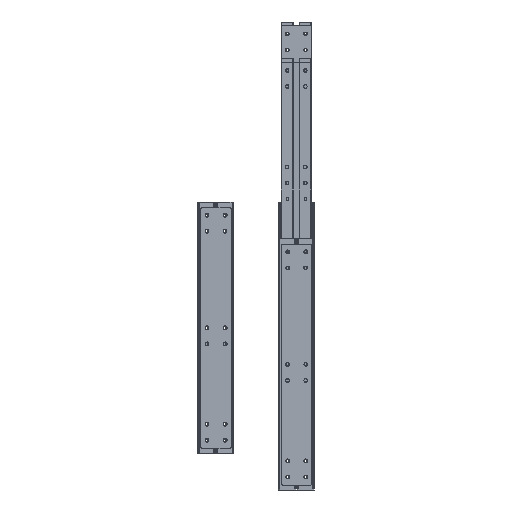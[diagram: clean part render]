
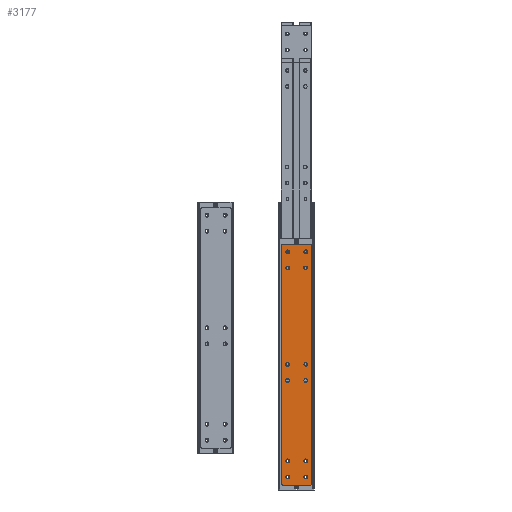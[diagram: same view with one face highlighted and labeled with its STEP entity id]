
A CAD part, left-side view. The second image highlights one B-rep face of the part: STEP entity #3177.
In plain terms, the highlighted face is planar.
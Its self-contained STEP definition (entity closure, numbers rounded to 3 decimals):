
#2487=CARTESIAN_POINT('',(435.,11.9,0.0));
#2488=VERTEX_POINT('',#2487);
#2489=CARTESIAN_POINT('',(431.3,11.9,0.0));
#2490=DIRECTION('',(0.0,0.0,1.0));
#2491=DIRECTION('',(-1.0,0.0,0.0));
#2492=AXIS2_PLACEMENT_3D('',#2489,#2490,#2491);
#2493=CIRCLE('',#2492,3.7);
#2494=EDGE_CURVE('',#2488,#2488,#2493,.T.);
#2515=CARTESIAN_POINT('',(467.,11.9,0.0));
#2516=VERTEX_POINT('',#2515);
#2517=CARTESIAN_POINT('',(463.3,11.9,0.0));
#2518=DIRECTION('',(0.0,0.0,1.0));
#2519=DIRECTION('',(-1.0,0.0,0.0));
#2520=AXIS2_PLACEMENT_3D('',#2517,#2518,#2519);
#2521=CIRCLE('',#2520,3.7);
#2522=EDGE_CURVE('',#2516,#2516,#2521,.T.);
#2543=CARTESIAN_POINT('',(467.0,48.0,0.0));
#2544=VERTEX_POINT('',#2543);
#2545=CARTESIAN_POINT('',(463.3,48.0,0.0));
#2546=DIRECTION('',(0.0,0.0,1.0));
#2547=DIRECTION('',(-1.0,0.0,0.0));
#2548=AXIS2_PLACEMENT_3D('',#2545,#2546,#2547);
#2549=CIRCLE('',#2548,3.7);
#2550=EDGE_CURVE('',#2544,#2544,#2549,.T.);
#2571=CARTESIAN_POINT('',(435.0,48.,0.0));
#2572=VERTEX_POINT('',#2571);
#2573=CARTESIAN_POINT('',(431.3,48.,0.0));
#2574=DIRECTION('',(0.0,0.0,1.0));
#2575=DIRECTION('',(-1.0,0.0,0.0));
#2576=AXIS2_PLACEMENT_3D('',#2573,#2574,#2575);
#2577=CIRCLE('',#2576,3.7);
#2578=EDGE_CURVE('',#2572,#2572,#2577,.T.);
#2599=CARTESIAN_POINT('',(243.,11.9,0.0));
#2600=VERTEX_POINT('',#2599);
#2601=CARTESIAN_POINT('',(239.3,11.9,0.0));
#2602=DIRECTION('',(0.0,0.0,1.0));
#2603=DIRECTION('',(-1.0,0.0,0.0));
#2604=AXIS2_PLACEMENT_3D('',#2601,#2602,#2603);
#2605=CIRCLE('',#2604,3.7);
#2606=EDGE_CURVE('',#2600,#2600,#2605,.T.);
#2627=CARTESIAN_POINT('',(275.,11.9,0.0));
#2628=VERTEX_POINT('',#2627);
#2629=CARTESIAN_POINT('',(271.3,11.9,0.0));
#2630=DIRECTION('',(0.0,0.0,1.0));
#2631=DIRECTION('',(-1.0,0.0,0.0));
#2632=AXIS2_PLACEMENT_3D('',#2629,#2630,#2631);
#2633=CIRCLE('',#2632,3.7);
#2634=EDGE_CURVE('',#2628,#2628,#2633,.T.);
#2655=CARTESIAN_POINT('',(275.0,48.,0.0));
#2656=VERTEX_POINT('',#2655);
#2657=CARTESIAN_POINT('',(271.3,48.,0.0));
#2658=DIRECTION('',(0.0,0.0,1.0));
#2659=DIRECTION('',(-1.0,0.0,0.0));
#2660=AXIS2_PLACEMENT_3D('',#2657,#2658,#2659);
#2661=CIRCLE('',#2660,3.7);
#2662=EDGE_CURVE('',#2656,#2656,#2661,.T.);
#2683=CARTESIAN_POINT('',(243.0,48.,0.0));
#2684=VERTEX_POINT('',#2683);
#2685=CARTESIAN_POINT('',(239.3,48.,0.0));
#2686=DIRECTION('',(0.0,0.0,1.0));
#2687=DIRECTION('',(-1.0,0.0,0.0));
#2688=AXIS2_PLACEMENT_3D('',#2685,#2686,#2687);
#2689=CIRCLE('',#2688,3.7);
#2690=EDGE_CURVE('',#2684,#2684,#2689,.T.);
#2711=CARTESIAN_POINT('',(51.,12.5,0.0));
#2712=VERTEX_POINT('',#2711);
#2713=CARTESIAN_POINT('',(47.3,12.5,0.0));
#2714=DIRECTION('',(0.0,0.0,1.0));
#2715=DIRECTION('',(-1.0,0.0,0.0));
#2716=AXIS2_PLACEMENT_3D('',#2713,#2714,#2715);
#2717=CIRCLE('',#2716,3.7);
#2718=EDGE_CURVE('',#2712,#2712,#2717,.T.);
#2739=CARTESIAN_POINT('',(51.,48.,0.0));
#2740=VERTEX_POINT('',#2739);
#2741=CARTESIAN_POINT('',(47.3,48.,0.0));
#2742=DIRECTION('',(0.0,0.0,1.0));
#2743=DIRECTION('',(-1.0,0.0,0.0));
#2744=AXIS2_PLACEMENT_3D('',#2741,#2742,#2743);
#2745=CIRCLE('',#2744,3.7);
#2746=EDGE_CURVE('',#2740,#2740,#2745,.T.);
#2767=CARTESIAN_POINT('',(19.,11.9,0.0));
#2768=VERTEX_POINT('',#2767);
#2769=CARTESIAN_POINT('',(15.3,11.9,0.0));
#2770=DIRECTION('',(0.0,0.0,1.0));
#2771=DIRECTION('',(-1.0,0.0,0.0));
#2772=AXIS2_PLACEMENT_3D('',#2769,#2770,#2771);
#2773=CIRCLE('',#2772,3.7);
#2774=EDGE_CURVE('',#2768,#2768,#2773,.T.);
#2795=CARTESIAN_POINT('',(19.,48.,0.0));
#2796=VERTEX_POINT('',#2795);
#2797=CARTESIAN_POINT('',(15.3,48.,0.0));
#2798=DIRECTION('',(0.0,0.0,1.0));
#2799=DIRECTION('',(-1.0,0.0,0.0));
#2800=AXIS2_PLACEMENT_3D('',#2797,#2798,#2799);
#2801=CIRCLE('',#2800,3.7);
#2802=EDGE_CURVE('',#2796,#2796,#2801,.T.);
#2834=CARTESIAN_POINT('',(480.0,56.5,0.0));
#2835=VERTEX_POINT('',#2834);
#2842=CARTESIAN_POINT('',(476.0,60.5,0.0));
#2843=VERTEX_POINT('',#2842);
#2844=CARTESIAN_POINT('',(476.0,56.5,0.0));
#2845=DIRECTION('',(0.0,0.0,-1.0));
#2846=DIRECTION('',(-1.0,0.0,0.0));
#2847=AXIS2_PLACEMENT_3D('',#2844,#2845,#2846);
#2848=CIRCLE('',#2847,4.);
#2849=EDGE_CURVE('',#2843,#2835,#2848,.T.);
#2873=CARTESIAN_POINT('',(480.0,4.0,0.0));
#2874=VERTEX_POINT('',#2873);
#2881=CARTESIAN_POINT('',(480.0,56.5,0.0));
#2882=DIRECTION('',(0.0,-1.0,0.0));
#2883=VECTOR('',#2882,52.5);
#2884=LINE('',#2881,#2883);
#2885=EDGE_CURVE('',#2835,#2874,#2884,.T.);
#2905=CARTESIAN_POINT('',(476.0,0.0,0.0));
#2906=VERTEX_POINT('',#2905);
#2913=CARTESIAN_POINT('',(476.0,4.,0.0));
#2914=DIRECTION('',(0.0,0.0,-1.0));
#2915=DIRECTION('',(0.0,1.0,0.0));
#2916=AXIS2_PLACEMENT_3D('',#2913,#2914,#2915);
#2917=CIRCLE('',#2916,4.);
#2918=EDGE_CURVE('',#2874,#2906,#2917,.T.);
#2937=CARTESIAN_POINT('',(4.,0.,0.0));
#2938=VERTEX_POINT('',#2937);
#2945=CARTESIAN_POINT('',(476.0,0.0,0.0));
#2946=DIRECTION('',(-1.0,0.0,0.0));
#2947=VECTOR('',#2946,472.0);
#2948=LINE('',#2945,#2947);
#2949=EDGE_CURVE('',#2906,#2938,#2948,.T.);
#2969=CARTESIAN_POINT('',(0.,4.,0.0));
#2970=VERTEX_POINT('',#2969);
#2977=CARTESIAN_POINT('',(4.,4.,0.0));
#2978=DIRECTION('',(0.0,0.0,-1.0));
#2979=DIRECTION('',(1.0,0.0,0.0));
#2980=AXIS2_PLACEMENT_3D('',#2977,#2978,#2979);
#2981=CIRCLE('',#2980,4.);
#2982=EDGE_CURVE('',#2938,#2970,#2981,.T.);
#3001=CARTESIAN_POINT('',(0.,56.5,0.0));
#3002=VERTEX_POINT('',#3001);
#3009=CARTESIAN_POINT('',(0.,4.,0.0));
#3010=DIRECTION('',(0.0,1.0,0.0));
#3011=VECTOR('',#3010,52.5);
#3012=LINE('',#3009,#3011);
#3013=EDGE_CURVE('',#2970,#3002,#3012,.T.);
#3033=CARTESIAN_POINT('',(4.,60.5,0.0));
#3034=VERTEX_POINT('',#3033);
#3041=CARTESIAN_POINT('',(4.,56.5,0.0));
#3042=DIRECTION('',(0.0,0.0,-1.0));
#3043=DIRECTION('',(0.0,-1.0,0.0));
#3044=AXIS2_PLACEMENT_3D('',#3041,#3042,#3043);
#3045=CIRCLE('',#3044,4.0);
#3046=EDGE_CURVE('',#3002,#3034,#3045,.T.);
#3064=CARTESIAN_POINT('',(4.,60.5,0.0));
#3065=DIRECTION('',(1.0,0.0,0.0));
#3066=VECTOR('',#3065,472.0);
#3067=LINE('',#3064,#3066);
#3068=EDGE_CURVE('',#3034,#2843,#3067,.T.);
#3126=CARTESIAN_POINT('',(240.,30.25,0.0));
#3127=DIRECTION('',(0.0,0.0,1.0));
#3128=DIRECTION('',(1.0,0.0,0.0));
#3129=AXIS2_PLACEMENT_3D('',#3126,#3127,#3128);
#3130=PLANE('',#3129);
#3131=ORIENTED_EDGE('',*,*,#3068,.T.);
#3132=ORIENTED_EDGE('',*,*,#2849,.T.);
#3133=ORIENTED_EDGE('',*,*,#2885,.T.);
#3134=ORIENTED_EDGE('',*,*,#2918,.T.);
#3135=ORIENTED_EDGE('',*,*,#2949,.T.);
#3136=ORIENTED_EDGE('',*,*,#2982,.T.);
#3137=ORIENTED_EDGE('',*,*,#3013,.T.);
#3138=ORIENTED_EDGE('',*,*,#3046,.T.);
#3139=EDGE_LOOP('',(#3131,#3132,#3133,#3134,#3135,#3136,#3137,#3138));
#3140=FACE_OUTER_BOUND('',#3139,.T.);
#3141=ORIENTED_EDGE('',*,*,#2494,.T.);
#3142=EDGE_LOOP('',(#3141));
#3143=FACE_BOUND('',#3142,.T.);
#3144=ORIENTED_EDGE('',*,*,#2522,.T.);
#3145=EDGE_LOOP('',(#3144));
#3146=FACE_BOUND('',#3145,.T.);
#3147=ORIENTED_EDGE('',*,*,#2550,.T.);
#3148=EDGE_LOOP('',(#3147));
#3149=FACE_BOUND('',#3148,.T.);
#3150=ORIENTED_EDGE('',*,*,#2578,.T.);
#3151=EDGE_LOOP('',(#3150));
#3152=FACE_BOUND('',#3151,.T.);
#3153=ORIENTED_EDGE('',*,*,#2606,.T.);
#3154=EDGE_LOOP('',(#3153));
#3155=FACE_BOUND('',#3154,.T.);
#3156=ORIENTED_EDGE('',*,*,#2634,.T.);
#3157=EDGE_LOOP('',(#3156));
#3158=FACE_BOUND('',#3157,.T.);
#3159=ORIENTED_EDGE('',*,*,#2662,.T.);
#3160=EDGE_LOOP('',(#3159));
#3161=FACE_BOUND('',#3160,.T.);
#3162=ORIENTED_EDGE('',*,*,#2690,.T.);
#3163=EDGE_LOOP('',(#3162));
#3164=FACE_BOUND('',#3163,.T.);
#3165=ORIENTED_EDGE('',*,*,#2718,.T.);
#3166=EDGE_LOOP('',(#3165));
#3167=FACE_BOUND('',#3166,.T.);
#3168=ORIENTED_EDGE('',*,*,#2746,.T.);
#3169=EDGE_LOOP('',(#3168));
#3170=FACE_BOUND('',#3169,.T.);
#3171=ORIENTED_EDGE('',*,*,#2774,.T.);
#3172=EDGE_LOOP('',(#3171));
#3173=FACE_BOUND('',#3172,.T.);
#3174=ORIENTED_EDGE('',*,*,#2802,.T.);
#3175=EDGE_LOOP('',(#3174));
#3176=FACE_BOUND('',#3175,.T.);
#3177=ADVANCED_FACE('',(#3140,#3143,#3146,#3149,#3152,#3155,#3158,#3161,#3164,#3167,#3170,#3173,#3176),#3130,.F.);
